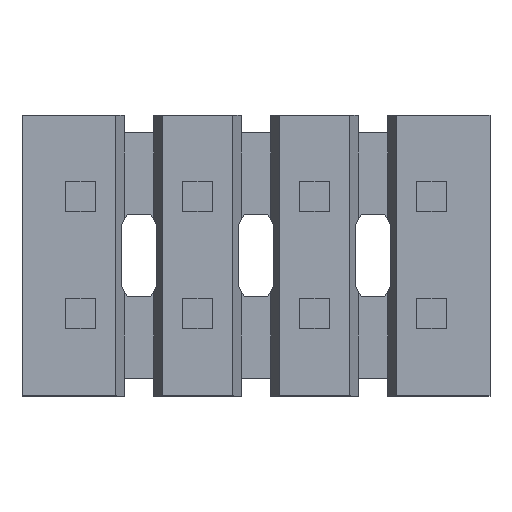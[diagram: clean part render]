
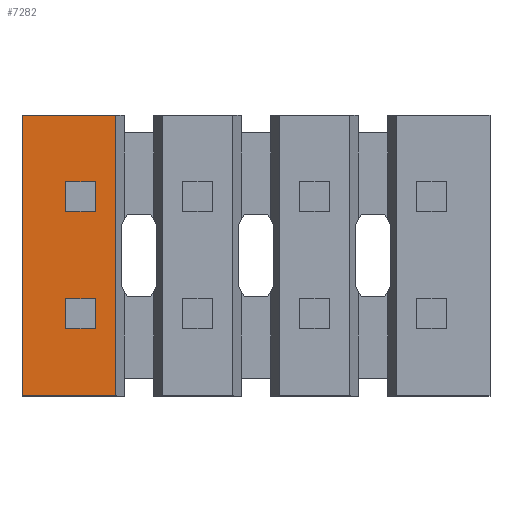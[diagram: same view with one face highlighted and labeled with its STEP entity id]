
A CAD part, top view. The second image highlights one B-rep face of the part: STEP entity #7282.
In plain terms, the highlighted planar face has unit normal (0, 0, 1).
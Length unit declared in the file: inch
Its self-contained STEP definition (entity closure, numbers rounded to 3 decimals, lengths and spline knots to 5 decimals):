
#620=ORIENTED_EDGE('',*,*,#2642,.F.);
#621=ORIENTED_EDGE('',*,*,#2643,.F.);
#622=ORIENTED_EDGE('',*,*,#2644,.F.);
#623=ORIENTED_EDGE('',*,*,#2645,.F.);
#624=ORIENTED_EDGE('',*,*,#2646,.F.);
#625=ORIENTED_EDGE('',*,*,#2647,.F.);
#626=ORIENTED_EDGE('',*,*,#2648,.F.);
#627=ORIENTED_EDGE('',*,*,#2649,.F.);
#628=ORIENTED_EDGE('',*,*,#2539,.T.);
#629=ORIENTED_EDGE('',*,*,#2650,.T.);
#630=ORIENTED_EDGE('',*,*,#2394,.T.);
#631=ORIENTED_EDGE('',*,*,#2651,.T.);
#2394=EDGE_CURVE('',#3451,#3450,#4164,.T.);
#2539=EDGE_CURVE('',#3569,#3568,#4306,.T.);
#2642=EDGE_CURVE('',#3632,#3633,#4408,.T.);
#2643=EDGE_CURVE('',#3634,#3632,#4409,.T.);
#2644=EDGE_CURVE('',#3635,#3634,#4410,.T.);
#2645=EDGE_CURVE('',#3633,#3635,#4411,.T.);
#2646=EDGE_CURVE('',#3636,#3637,#4412,.T.);
#2647=EDGE_CURVE('',#3638,#3636,#4413,.T.);
#2648=EDGE_CURVE('',#3639,#3638,#4414,.T.);
#2649=EDGE_CURVE('',#3637,#3639,#4415,.T.);
#2650=EDGE_CURVE('',#3568,#3451,#4416,.T.);
#2651=EDGE_CURVE('',#3450,#3569,#4417,.T.);
#3450=VERTEX_POINT('',#10217);
#3451=VERTEX_POINT('',#10219);
#3568=VERTEX_POINT('',#10505);
#3569=VERTEX_POINT('',#10507);
#3632=VERTEX_POINT('',#10697);
#3633=VERTEX_POINT('',#10698);
#3634=VERTEX_POINT('',#10700);
#3635=VERTEX_POINT('',#10702);
#3636=VERTEX_POINT('',#10705);
#3637=VERTEX_POINT('',#10706);
#3638=VERTEX_POINT('',#10708);
#3639=VERTEX_POINT('',#10710);
#4164=LINE('',#10218,#5144);
#4306=LINE('',#10506,#5286);
#4408=LINE('',#10696,#5388);
#4409=LINE('',#10699,#5389);
#4410=LINE('',#10701,#5390);
#4411=LINE('',#10703,#5391);
#4412=LINE('',#10704,#5392);
#4413=LINE('',#10707,#5393);
#4414=LINE('',#10709,#5394);
#4415=LINE('',#10711,#5395);
#4416=LINE('',#10712,#5396);
#4417=LINE('',#10713,#5397);
#5144=VECTOR('',#8232,39.37008);
#5286=VECTOR('',#8430,39.37008);
#5388=VECTOR('',#8582,39.37008);
#5389=VECTOR('',#8583,39.37008);
#5390=VECTOR('',#8584,39.37008);
#5391=VECTOR('',#8585,39.37008);
#5392=VECTOR('',#8586,39.37008);
#5393=VECTOR('',#8587,39.37008);
#5394=VECTOR('',#8588,39.37008);
#5395=VECTOR('',#8589,39.37008);
#5396=VECTOR('',#8590,39.37008);
#5397=VECTOR('',#8591,39.37008);
#6098=EDGE_LOOP('',(#620,#621,#622,#623));
#6099=EDGE_LOOP('',(#624,#625,#626,#627));
#6100=EDGE_LOOP('',(#628,#629,#630,#631));
#6522=FACE_BOUND('',#6098,.T.);
#6523=FACE_BOUND('',#6099,.T.);
#6524=FACE_BOUND('',#6100,.T.);
#6946=PLANE('',#7707);
#7282=ADVANCED_FACE('',(#6522,#6523,#6524),#6946,.T.);
#7707=AXIS2_PLACEMENT_3D('',#10695,#8580,#8581);
#8232=DIRECTION('',(-1.,0.,0.));
#8430=DIRECTION('',(1.,0.,0.));
#8580=DIRECTION('',(0.,0.,1.));
#8581=DIRECTION('',(1.,0.,0.));
#8582=DIRECTION('',(-1.,0.,0.));
#8583=DIRECTION('',(0.,1.,0.));
#8584=DIRECTION('',(1.,0.,0.));
#8585=DIRECTION('',(0.,-1.,0.));
#8586=DIRECTION('',(-1.,0.,0.));
#8587=DIRECTION('',(0.,1.,0.));
#8588=DIRECTION('',(1.,0.,0.));
#8589=DIRECTION('',(0.,-1.,0.));
#8590=DIRECTION('',(0.,1.,0.));
#8591=DIRECTION('',(0.,-1.,0.));
#10217=CARTESIAN_POINT('',(-0.2,0.12,0.05));
#10218=CARTESIAN_POINT('',(0.2,0.12,0.05));
#10219=CARTESIAN_POINT('',(-0.12,0.12,0.05));
#10505=CARTESIAN_POINT('',(-0.12,-0.12,0.05));
#10506=CARTESIAN_POINT('',(-0.2,-0.12,0.05));
#10507=CARTESIAN_POINT('',(-0.2,-0.12,0.05));
#10695=CARTESIAN_POINT('',(0.,0.,0.05));
#10696=CARTESIAN_POINT('',(-0.1375,0.0625,0.05));
#10697=CARTESIAN_POINT('',(-0.1375,0.0625,0.05));
#10698=CARTESIAN_POINT('',(-0.1625,0.0625,0.05));
#10699=CARTESIAN_POINT('',(-0.1375,0.0375,0.05));
#10700=CARTESIAN_POINT('',(-0.1375,0.0375,0.05));
#10701=CARTESIAN_POINT('',(-0.1625,0.0375,0.05));
#10702=CARTESIAN_POINT('',(-0.1625,0.0375,0.05));
#10703=CARTESIAN_POINT('',(-0.1625,0.0625,0.05));
#10704=CARTESIAN_POINT('',(-0.1375,-0.0375,0.05));
#10705=CARTESIAN_POINT('',(-0.1375,-0.0375,0.05));
#10706=CARTESIAN_POINT('',(-0.1625,-0.0375,0.05));
#10707=CARTESIAN_POINT('',(-0.1375,-0.0625,0.05));
#10708=CARTESIAN_POINT('',(-0.1375,-0.0625,0.05));
#10709=CARTESIAN_POINT('',(-0.1625,-0.0625,0.05));
#10710=CARTESIAN_POINT('',(-0.1625,-0.0625,0.05));
#10711=CARTESIAN_POINT('',(-0.1625,-0.0375,0.05));
#10712=CARTESIAN_POINT('',(-0.12,0.,0.05));
#10713=CARTESIAN_POINT('',(-0.2,0.12,0.05));
